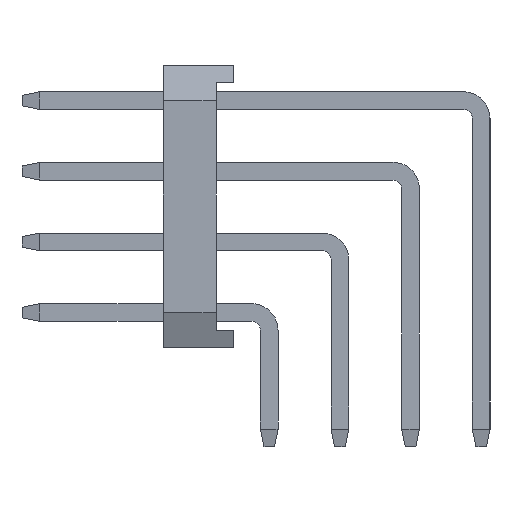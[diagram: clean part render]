
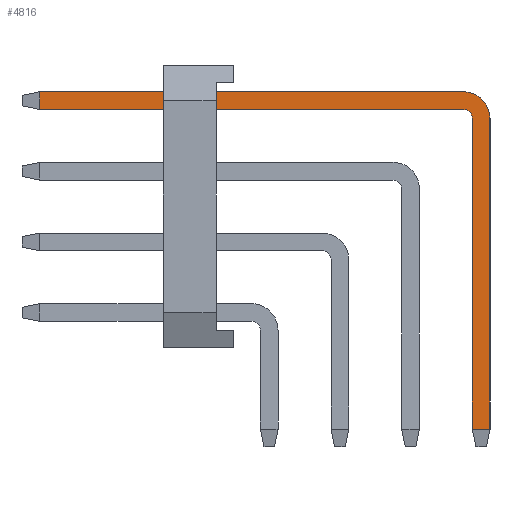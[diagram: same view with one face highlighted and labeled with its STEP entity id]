
A CAD part, left-side view. The second image highlights one B-rep face of the part: STEP entity #4816.
In plain terms, the highlighted planar face has unit normal (-1, 0, 0).
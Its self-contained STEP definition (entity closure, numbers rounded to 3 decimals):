
#4570=CARTESIAN_POINT('',(-0.25,5.5,2.75));
#4571=VERTEX_POINT('',#4570);
#4594=CARTESIAN_POINT('',(-0.25,5.5,3.25));
#4595=VERTEX_POINT('',#4594);
#4596=CARTESIAN_POINT('',(-0.25,5.5,2.75));
#4597=DIRECTION('',(0.,0.,1.));
#4598=VECTOR('',#4597,0.5);
#4599=LINE('',#4596,#4598);
#4600=EDGE_CURVE('',#4571,#4595,#4599,.T.);
#4641=CARTESIAN_POINT('',(-0.25,-6.5,3.25));
#4642=VERTEX_POINT('',#4641);
#4643=CARTESIAN_POINT('',(-0.25,5.5,3.25));
#4644=DIRECTION('',(0.,-1.,0.));
#4645=VECTOR('',#4644,12.);
#4646=LINE('',#4643,#4645);
#4647=EDGE_CURVE('',#4595,#4642,#4646,.T.);
#4748=CARTESIAN_POINT('',(-0.25,-6.5,2.75));
#4749=VERTEX_POINT('',#4748);
#4756=CARTESIAN_POINT('',(-0.25,-6.5,2.75));
#4757=DIRECTION('',(0.,1.,0.));
#4758=VECTOR('',#4757,12.);
#4759=LINE('',#4756,#4758);
#4760=EDGE_CURVE('',#4749,#4571,#4759,.T.);
#4766=CARTESIAN_POINT('',(-0.25,6.,3.25));
#4767=DIRECTION('',(0.,0.,-1.));
#4768=DIRECTION('',(-1.,-0.,-0.));
#4769=AXIS2_PLACEMENT_3D('',#4766,#4768,#4767);
#4770=PLANE('',#4769);
#4771=ORIENTED_EDGE('',*,*,#4760,.F.);
#4772=CARTESIAN_POINT('',(-0.25,-6.75,2.5));
#4773=VERTEX_POINT('',#4772);
#4774=CARTESIAN_POINT('',(-0.25,-6.5,2.5));
#4775=DIRECTION('',(0.,0.,1.));
#4776=DIRECTION('',(1.,0.,0.));
#4777=AXIS2_PLACEMENT_3D('',#4774,#4776,#4775);
#4778=CIRCLE('',#4777,0.25);
#4779=EDGE_CURVE('',#4749,#4773,#4778,.T.);
#4780=ORIENTED_EDGE('',*,*,#4779,.T.);
#4781=CARTESIAN_POINT('',(-0.25,-6.75,-6.3));
#4782=VERTEX_POINT('',#4781);
#4783=CARTESIAN_POINT('',(-0.25,-6.75,2.5));
#4784=DIRECTION('',(0.,0.,-1.));
#4785=VECTOR('',#4784,8.8);
#4786=LINE('',#4783,#4785);
#4787=EDGE_CURVE('',#4773,#4782,#4786,.T.);
#4788=ORIENTED_EDGE('',*,*,#4787,.T.);
#4789=CARTESIAN_POINT('',(-0.25,-7.25,-6.3));
#4790=VERTEX_POINT('',#4789);
#4791=CARTESIAN_POINT('',(-0.25,-6.75,-6.3));
#4792=DIRECTION('',(0.,-1.,0.));
#4793=VECTOR('',#4792,0.5);
#4794=LINE('',#4791,#4793);
#4795=EDGE_CURVE('',#4782,#4790,#4794,.T.);
#4796=ORIENTED_EDGE('',*,*,#4795,.T.);
#4797=CARTESIAN_POINT('',(-0.25,-7.25,2.5));
#4798=VERTEX_POINT('',#4797);
#4799=CARTESIAN_POINT('',(-0.25,-7.25,-6.3));
#4800=DIRECTION('',(0.,0.,1.));
#4801=VECTOR('',#4800,8.8);
#4802=LINE('',#4799,#4801);
#4803=EDGE_CURVE('',#4790,#4798,#4802,.T.);
#4804=ORIENTED_EDGE('',*,*,#4803,.T.);
#4805=CARTESIAN_POINT('',(-0.25,-6.5,2.5));
#4806=DIRECTION('',(0.,-1.,0.));
#4807=DIRECTION('',(-1.,0.,0.));
#4808=AXIS2_PLACEMENT_3D('',#4805,#4807,#4806);
#4809=CIRCLE('',#4808,0.75);
#4810=EDGE_CURVE('',#4798,#4642,#4809,.T.);
#4811=ORIENTED_EDGE('',*,*,#4810,.T.);
#4812=ORIENTED_EDGE('',*,*,#4647,.F.);
#4813=ORIENTED_EDGE('',*,*,#4600,.F.);
#4814=EDGE_LOOP('',(#4771,#4780,#4788,#4796,#4804,#4811,#4812,#4813));
#4815=FACE_OUTER_BOUND('',#4814,.T.);
#4816=ADVANCED_FACE('',(#4815),#4770,.T.);
